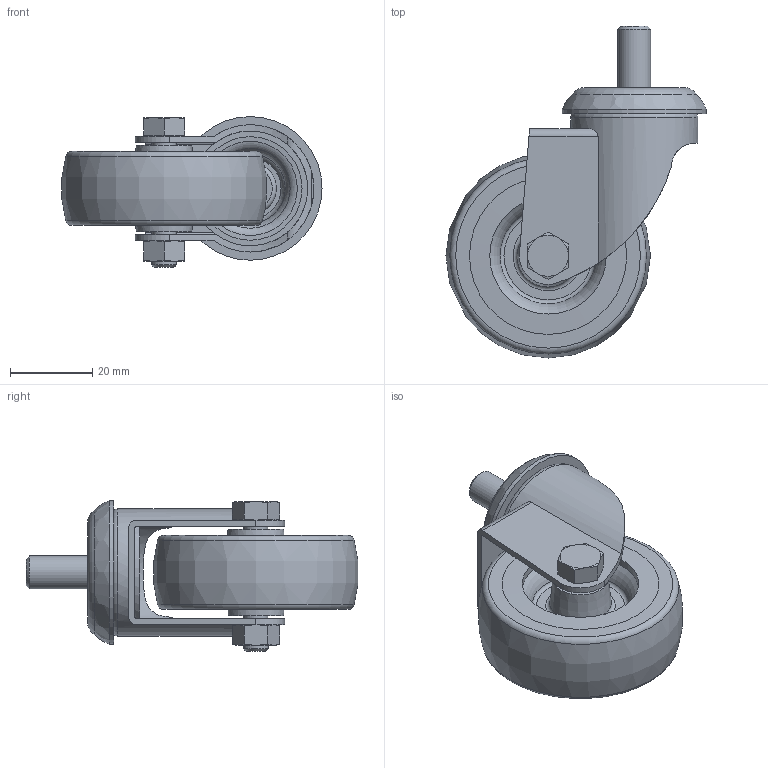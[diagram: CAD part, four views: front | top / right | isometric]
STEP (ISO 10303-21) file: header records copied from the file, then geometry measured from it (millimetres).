
FILE_DESCRIPTION( ( 'STEP AP214' ), ' ' );
FILE_NAME( 'SRC_376101.stp', '2018-04-04T11:01:48', ( '' ), ( '' ), ' ', 'PARTsolutions', ' ' );
FILE_SCHEMA( ( 'AUTOMOTIVE_DESIGN { 1 0 10303 214 1 1 1 1 }' ) );
Length unit declared in the file: millimetre
Products named in the file (6): SRC 376101; _Serie 37 CB-W - 371101; _37 SRC 50-b; _37-50-n; _37-50-s; _37-50-b
Assembly tree (5 placements, depth 2):
  SRC 376101
    _Serie 37 CB-W - 371101
    _37 SRC 50-b
    _37-50-n
    _37-50-s
    _37-50-b
Bounding box: 63.38 x 80.88 x 36.75 mm (x, y, z)
Volume: 43433.8 mm3; surface area: 19088.5 mm2
Topology: 5 solids, 5 shells, 122 faces, 249 edges, 149 vertices
Faces by surface type: plane 42, cone 34, cylinder 27, torus 17, bspline 2
Full cylindrical faces by diameter (mm): 4.917 x1, 5.9 x1, 6 x3, 7.1 x1, 7.9 x1, 8 x4, 16 x1, 28.4 x2, 31 x1, 35 x1
Entity records: 4345 total; most frequent: CARTESIAN_POINT 910, DIRECTION 501, ORIENTED_EDGE 406, AXIS2_PLACEMENT_3D 231, EDGE_CURVE 203, EDGE_LOOP 189, FACE_OUTER_BOUND 157, VERTEX_POINT 150
